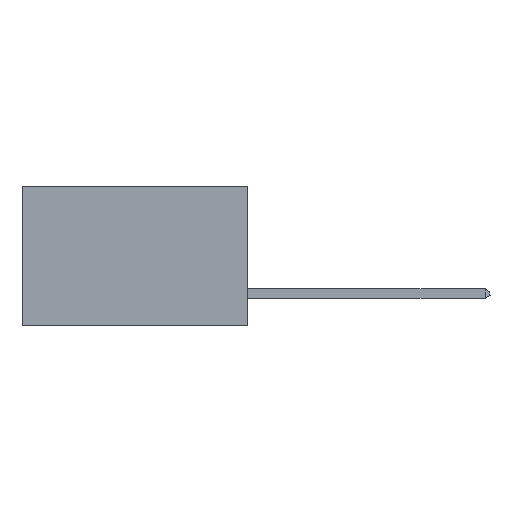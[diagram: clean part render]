
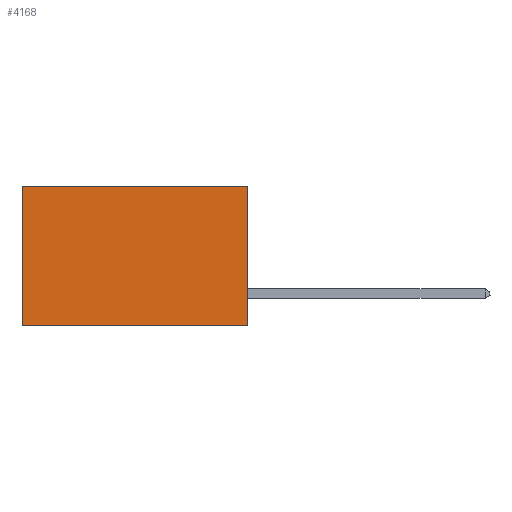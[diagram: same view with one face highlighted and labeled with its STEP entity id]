
A CAD part, left-side view. The second image highlights one B-rep face of the part: STEP entity #4168.
In plain terms, the highlighted planar face has unit normal (-1, 0, 0).
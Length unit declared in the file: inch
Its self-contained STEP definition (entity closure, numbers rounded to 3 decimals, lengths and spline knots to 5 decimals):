
#54 = DIRECTION ( 'NONE',  ( 1., 0., 0. ) ) ;
#190 = DIRECTION ( 'NONE',  ( 0., 1., 0. ) ) ;
#459 = DIRECTION ( 'NONE',  ( 0., 0., -1. ) ) ;
#506 = EDGE_CURVE ( 'NONE', #4088, #7761, #6789, .T. ) ;
#733 = CARTESIAN_POINT ( 'NONE',  ( 0.298, 0., 0. ) ) ;
#909 = CARTESIAN_POINT ( 'NONE',  ( 0.298, 0.6, -0.37 ) ) ;
#989 = VECTOR ( 'NONE', #2122, 39.37008 ) ;
#1171 = VERTEX_POINT ( 'NONE', #909 ) ;
#1237 = ORIENTED_EDGE ( 'NONE', *, *, #4494, .T. ) ;
#1324 = VERTEX_POINT ( 'NONE', #3346 ) ;
#1478 = LINE ( 'NONE', #4946, #8240 ) ;
#1581 = EDGE_CURVE ( 'NONE', #7761, #1171, #1478, .T. ) ;
#1646 = FACE_OUTER_BOUND ( 'NONE', #6310, .T. ) ;
#2036 = ORIENTED_EDGE ( 'NONE', *, *, #5364, .T. ) ;
#2122 = DIRECTION ( 'NONE',  ( 0., 1., 0. ) ) ;
#2711 = DIRECTION ( 'NONE',  ( 0., 0., -1. ) ) ;
#3032 = VECTOR ( 'NONE', #8118, 39.37008 ) ;
#3121 = ORIENTED_EDGE ( 'NONE', *, *, #1581, .F. ) ;
#3346 = CARTESIAN_POINT ( 'NONE',  ( 0.298, 0.6, 0. ) ) ;
#3355 = VECTOR ( 'NONE', #459, 39.37008 ) ;
#3407 = PLANE ( 'NONE',  #6987 ) ;
#3922 = CARTESIAN_POINT ( 'NONE',  ( 0.298, 0., -0.37 ) ) ;
#4088 = VERTEX_POINT ( 'NONE', #733 ) ;
#4168 = ADVANCED_FACE ( 'NONE', ( #1646 ), #3407, .F. ) ;
#4494 = EDGE_CURVE ( 'NONE', #4088, #1324, #8719, .T. ) ;
#4946 = CARTESIAN_POINT ( 'NONE',  ( 0.298, 0., -0.37 ) ) ;
#5364 = EDGE_CURVE ( 'NONE', #1324, #1171, #7653, .T. ) ;
#6077 = CARTESIAN_POINT ( 'NONE',  ( 0.298, 0.6, 0. ) ) ;
#6202 = CARTESIAN_POINT ( 'NONE',  ( 0.298, 0., 0. ) ) ;
#6310 = EDGE_LOOP ( 'NONE', ( #2036, #3121, #6497, #1237 ) ) ;
#6497 = ORIENTED_EDGE ( 'NONE', *, *, #506, .F. ) ;
#6789 = LINE ( 'NONE', #7423, #3355 ) ;
#6856 = CARTESIAN_POINT ( 'NONE',  ( 0.298, 0., 0. ) ) ;
#6987 = AXIS2_PLACEMENT_3D ( 'NONE', #6856, #54, #2711 ) ;
#7423 = CARTESIAN_POINT ( 'NONE',  ( 0.298, 0., 0. ) ) ;
#7653 = LINE ( 'NONE', #6077, #3032 ) ;
#7761 = VERTEX_POINT ( 'NONE', #3922 ) ;
#8118 = DIRECTION ( 'NONE',  ( 0., 0., -1. ) ) ;
#8240 = VECTOR ( 'NONE', #190, 39.37008 ) ;
#8719 = LINE ( 'NONE', #6202, #989 ) ;
